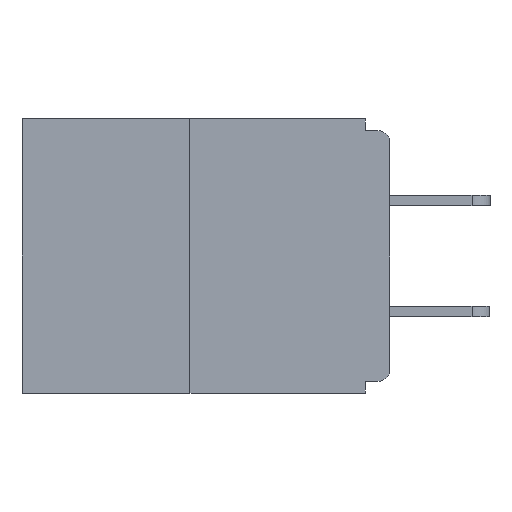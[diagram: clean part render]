
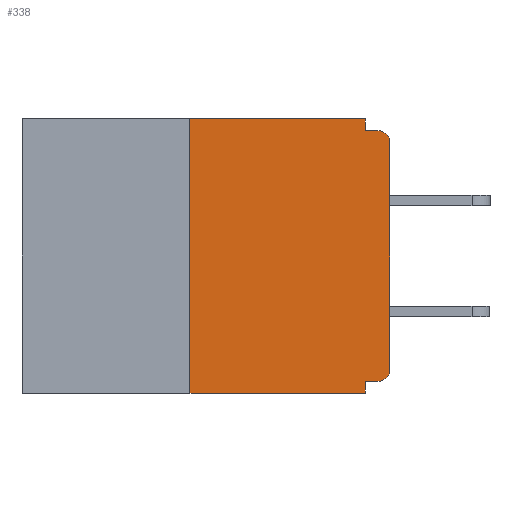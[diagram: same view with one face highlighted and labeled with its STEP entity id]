
A CAD part, left-side view. The second image highlights one B-rep face of the part: STEP entity #338.
In plain terms, the highlighted planar face has unit normal (-1, 0, 0).
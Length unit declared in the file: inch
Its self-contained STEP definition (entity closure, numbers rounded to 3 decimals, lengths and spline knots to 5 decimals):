
#172 = LINE ( 'NONE', #15373, #15095 ) ;
#338 = ADVANCED_FACE ( 'NONE', ( #6792 ), #1405, .F. ) ;
#437 = LINE ( 'NONE', #11448, #2453 ) ;
#480 = CARTESIAN_POINT ( 'NONE',  ( 0., 0.46, -0.343 ) ) ;
#542 = DIRECTION ( 'NONE',  ( 0., -1., 0. ) ) ;
#751 = DIRECTION ( 'NONE',  ( 0., 1., 0. ) ) ;
#784 = CIRCLE ( 'NONE', #12883, 0.015 ) ;
#841 = CARTESIAN_POINT ( 'NONE',  ( 0., 0.25, 0. ) ) ;
#935 = EDGE_CURVE ( 'NONE', #2953, #2569, #2725, .T. ) ;
#1344 = VECTOR ( 'NONE', #6714, 39.37008 ) ;
#1405 = PLANE ( 'NONE',  #1766 ) ;
#1766 = AXIS2_PLACEMENT_3D ( 'NONE', #16024, #11555, #2964 ) ;
#2192 = CARTESIAN_POINT ( 'NONE',  ( 0., 0.031, -0.343 ) ) ;
#2453 = VECTOR ( 'NONE', #3706, 39.37008 ) ;
#2569 = VERTEX_POINT ( 'NONE', #3655 ) ;
#2684 = VERTEX_POINT ( 'NONE', #13853 ) ;
#2725 = LINE ( 'NONE', #841, #17854 ) ;
#2839 = EDGE_CURVE ( 'NONE', #12241, #14747, #4899, .T. ) ;
#2953 = VERTEX_POINT ( 'NONE', #11154 ) ;
#2964 = DIRECTION ( 'NONE',  ( 0., 0., -1. ) ) ;
#3207 = EDGE_CURVE ( 'NONE', #10863, #10349, #172, .T. ) ;
#3648 = EDGE_CURVE ( 'NONE', #15942, #11450, #13731, .T. ) ;
#3655 = CARTESIAN_POINT ( 'NONE',  ( 0., 0.25, 0. ) ) ;
#3706 = DIRECTION ( 'NONE',  ( 0., -1., 0. ) ) ;
#3868 = CARTESIAN_POINT ( 'NONE',  ( 0., 0., 0. ) ) ;
#4654 = DIRECTION ( 'NONE',  ( 0., 0., -1. ) ) ;
#4847 = ORIENTED_EDGE ( 'NONE', *, *, #16766, .F. ) ;
#4899 = LINE ( 'NONE', #3868, #15990 ) ;
#4930 = LINE ( 'NONE', #480, #16927 ) ;
#5160 = DIRECTION ( 'NONE',  ( 0., 0., -1. ) ) ;
#6582 = ORIENTED_EDGE ( 'NONE', *, *, #2839, .T. ) ;
#6623 = EDGE_LOOP ( 'NONE', ( #10557, #17978, #13870, #18519, #7741, #8016, #6582, #11692, #4847, #6772 ) ) ;
#6659 = CARTESIAN_POINT ( 'NONE',  ( 0., 0.031, -0.328 ) ) ;
#6714 = DIRECTION ( 'NONE',  ( 0., -1., 0. ) ) ;
#6772 = ORIENTED_EDGE ( 'NONE', *, *, #3207, .F. ) ;
#6792 = FACE_OUTER_BOUND ( 'NONE', #6623, .T. ) ;
#7009 = DIRECTION ( 'NONE',  ( -1., 0., 0. ) ) ;
#7353 = CARTESIAN_POINT ( 'NONE',  ( 0., 0.031, -0.343 ) ) ;
#7362 = DIRECTION ( 'NONE',  ( -1., 0., 0. ) ) ;
#7415 = LINE ( 'NONE', #15471, #1344 ) ;
#7555 = CARTESIAN_POINT ( 'NONE',  ( 0., 0.015, -0.03 ) ) ;
#7575 = CARTESIAN_POINT ( 'NONE',  ( 0., 0., -0.03 ) ) ;
#7741 = ORIENTED_EDGE ( 'NONE', *, *, #13939, .F. ) ;
#7861 = LINE ( 'NONE', #9244, #10607 ) ;
#7974 = CARTESIAN_POINT ( 'NONE',  ( 0., 0.031, 0. ) ) ;
#8016 = ORIENTED_EDGE ( 'NONE', *, *, #10490, .T. ) ;
#8219 = CIRCLE ( 'NONE', #10674, 0.015 ) ;
#8475 = CARTESIAN_POINT ( 'NONE',  ( 0., 0., -0.313 ) ) ;
#9244 = CARTESIAN_POINT ( 'NONE',  ( 0., 0., -0.328 ) ) ;
#10349 = VERTEX_POINT ( 'NONE', #11797 ) ;
#10490 = EDGE_CURVE ( 'NONE', #2684, #12241, #8219, .T. ) ;
#10557 = ORIENTED_EDGE ( 'NONE', *, *, #14273, .F. ) ;
#10607 = VECTOR ( 'NONE', #751, 39.37008 ) ;
#10674 = AXIS2_PLACEMENT_3D ( 'NONE', #14435, #7009, #18567 ) ;
#10863 = VERTEX_POINT ( 'NONE', #7974 ) ;
#11154 = CARTESIAN_POINT ( 'NONE',  ( 0., 0.25, -0.343 ) ) ;
#11180 = EDGE_CURVE ( 'NONE', #14747, #12104, #784, .T. ) ;
#11448 = CARTESIAN_POINT ( 'NONE',  ( 0., 0., -0.015 ) ) ;
#11450 = VERTEX_POINT ( 'NONE', #2192 ) ;
#11555 = DIRECTION ( 'NONE',  ( 1., 0., 0. ) ) ;
#11692 = ORIENTED_EDGE ( 'NONE', *, *, #11180, .T. ) ;
#11797 = CARTESIAN_POINT ( 'NONE',  ( 0., 0.031, -0.015 ) ) ;
#12104 = VERTEX_POINT ( 'NONE', #14535 ) ;
#12241 = VERTEX_POINT ( 'NONE', #8475 ) ;
#12317 = DIRECTION ( 'NONE',  ( 0., 0., 1. ) ) ;
#12883 = AXIS2_PLACEMENT_3D ( 'NONE', #7555, #7362, #4654 ) ;
#13205 = DIRECTION ( 'NONE',  ( 0., 0., -1. ) ) ;
#13731 = LINE ( 'NONE', #7353, #16173 ) ;
#13830 = DIRECTION ( 'NONE',  ( 0., 0., 1. ) ) ;
#13835 = EDGE_CURVE ( 'NONE', #2953, #11450, #4930, .T. ) ;
#13853 = CARTESIAN_POINT ( 'NONE',  ( 0., 0.015, -0.328 ) ) ;
#13870 = ORIENTED_EDGE ( 'NONE', *, *, #13835, .T. ) ;
#13939 = EDGE_CURVE ( 'NONE', #2684, #15942, #7861, .T. ) ;
#14273 = EDGE_CURVE ( 'NONE', #2569, #10863, #7415, .T. ) ;
#14435 = CARTESIAN_POINT ( 'NONE',  ( 0., 0.015, -0.313 ) ) ;
#14535 = CARTESIAN_POINT ( 'NONE',  ( 0., 0.015, -0.015 ) ) ;
#14747 = VERTEX_POINT ( 'NONE', #7575 ) ;
#15095 = VECTOR ( 'NONE', #5160, 39.37008 ) ;
#15373 = CARTESIAN_POINT ( 'NONE',  ( 0., 0.031, 0. ) ) ;
#15471 = CARTESIAN_POINT ( 'NONE',  ( 0., 0.46, 0. ) ) ;
#15942 = VERTEX_POINT ( 'NONE', #6659 ) ;
#15990 = VECTOR ( 'NONE', #13830, 39.37008 ) ;
#16024 = CARTESIAN_POINT ( 'NONE',  ( 0., 0.46, 0. ) ) ;
#16173 = VECTOR ( 'NONE', #13205, 39.37008 ) ;
#16766 = EDGE_CURVE ( 'NONE', #10349, #12104, #437, .T. ) ;
#16927 = VECTOR ( 'NONE', #542, 39.37008 ) ;
#17854 = VECTOR ( 'NONE', #12317, 39.37008 ) ;
#17978 = ORIENTED_EDGE ( 'NONE', *, *, #935, .F. ) ;
#18519 = ORIENTED_EDGE ( 'NONE', *, *, #3648, .F. ) ;
#18567 = DIRECTION ( 'NONE',  ( 0., 0., -1. ) ) ;
